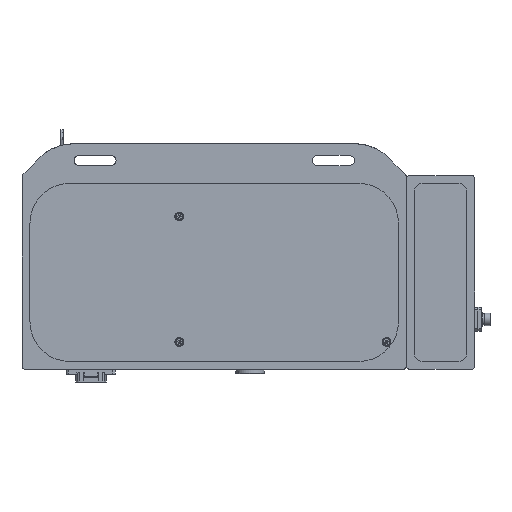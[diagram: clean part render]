
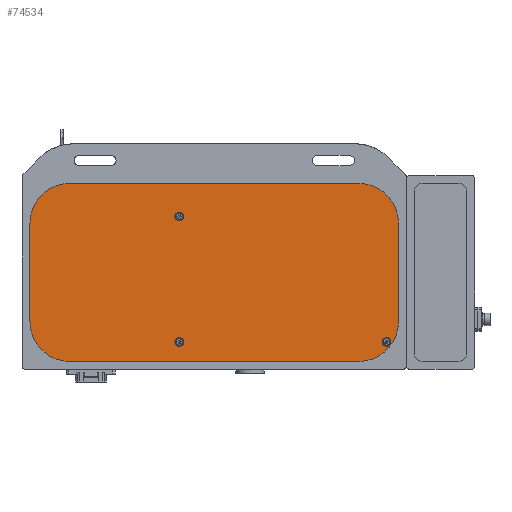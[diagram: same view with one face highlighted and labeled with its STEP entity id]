
A CAD part, front view. The second image highlights one B-rep face of the part: STEP entity #74534.
In plain terms, the highlighted planar face has unit normal (0, -1, 0).
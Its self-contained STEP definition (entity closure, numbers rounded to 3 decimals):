
#65137 = VERTEX_POINT ( 'NONE', #134016 ) ;
#65142 = EDGE_CURVE ( 'NONE', #65137, #65145, #134014, .T. ) ;
#65145 = VERTEX_POINT ( 'NONE', #134047 ) ;
#65318 = VERTEX_POINT ( 'NONE', #134282 ) ;
#65325 = VERTEX_POINT ( 'NONE', #134277 ) ;
#65331 = EDGE_CURVE ( 'NONE', #65325, #65335, #134270, .T. ) ;
#65335 = VERTEX_POINT ( 'NONE', #134265 ) ;
#65365 = EDGE_CURVE ( 'NONE', #65318, #65367, #134314, .T. ) ;
#65367 = VERTEX_POINT ( 'NONE', #134309 ) ;
#70614 = ORIENTED_EDGE ( 'NONE', *, *, #74685, .F. ) ;
#74534 = ADVANCED_FACE ( 'NONE', ( #149286, #149285, #149284, #149283 ), #149282, .F. ) ;
#74540 = EDGE_LOOP ( 'NONE', ( #74745, #74751 ) ) ;
#74598 = EDGE_LOOP ( 'NONE', ( #74600, #74604 ) ) ;
#74600 = ORIENTED_EDGE ( 'NONE', *, *, #74602, .F. ) ;
#74602 = EDGE_CURVE ( 'NONE', #65335, #65325, #149384, .T. ) ;
#74604 = ORIENTED_EDGE ( 'NONE', *, *, #65331, .F. ) ;
#74608 = EDGE_LOOP ( 'NONE', ( #74610, #74621 ) ) ;
#74610 = ORIENTED_EDGE ( 'NONE', *, *, #74615, .F. ) ;
#74615 = EDGE_CURVE ( 'NONE', #65367, #65318, #149454, .T. ) ;
#74621 = ORIENTED_EDGE ( 'NONE', *, *, #65365, .F. ) ;
#74622 = EDGE_LOOP ( 'NONE', ( #70614, #74695, #74706, #74716, #74728, #74796, #74803, #74806 ) ) ;
#74651 = VERTEX_POINT ( 'NONE', #149495 ) ;
#74657 = EDGE_CURVE ( 'NONE', #74651, #74662, #149494, .T. ) ;
#74662 = VERTEX_POINT ( 'NONE', #149490 ) ;
#74685 = EDGE_CURVE ( 'NONE', #74688, #74693, #149543, .T. ) ;
#74688 = VERTEX_POINT ( 'NONE', #149535 ) ;
#74693 = VERTEX_POINT ( 'NONE', #149533 ) ;
#74695 = ORIENTED_EDGE ( 'NONE', *, *, #74697, .T. ) ;
#74697 = EDGE_CURVE ( 'NONE', #74688, #74698, #149592, .T. ) ;
#74698 = VERTEX_POINT ( 'NONE', #149587 ) ;
#74706 = ORIENTED_EDGE ( 'NONE', *, *, #74710, .T. ) ;
#74710 = EDGE_CURVE ( 'NONE', #74698, #74712, #149584, .T. ) ;
#74712 = VERTEX_POINT ( 'NONE', #149576 ) ;
#74716 = ORIENTED_EDGE ( 'NONE', *, *, #74720, .T. ) ;
#74720 = EDGE_CURVE ( 'NONE', #74712, #74722, #149575, .T. ) ;
#74722 = VERTEX_POINT ( 'NONE', #149570 ) ;
#74728 = ORIENTED_EDGE ( 'NONE', *, *, #74732, .T. ) ;
#74732 = EDGE_CURVE ( 'NONE', #74722, #74735, #149569, .T. ) ;
#74735 = VERTEX_POINT ( 'NONE', #149612 ) ;
#74745 = ORIENTED_EDGE ( 'NONE', *, *, #74749, .F. ) ;
#74749 = EDGE_CURVE ( 'NONE', #65145, #65137, #149601, .T. ) ;
#74751 = ORIENTED_EDGE ( 'NONE', *, *, #65142, .F. ) ;
#74796 = ORIENTED_EDGE ( 'NONE', *, *, #74801, .T. ) ;
#74801 = EDGE_CURVE ( 'NONE', #74735, #74662, #149675, .T. ) ;
#74803 = ORIENTED_EDGE ( 'NONE', *, *, #74657, .F. ) ;
#74806 = ORIENTED_EDGE ( 'NONE', *, *, #74808, .T. ) ;
#74808 = EDGE_CURVE ( 'NONE', #74651, #74693, #149673, .T. ) ;
#134010 = DIRECTION ( 'NONE',  ( -1., 0., 0. ) ) ;
#134011 = DIRECTION ( 'NONE',  ( 0., -1., 0. ) ) ;
#134012 = CARTESIAN_POINT ( 'NONE',  ( 229.5, 3., -104.73 ) ) ;
#134013 = AXIS2_PLACEMENT_3D ( 'NONE', #134012, #134011, #134010 ) ;
#134014 = CIRCLE ( 'NONE', #134013, 2.75 ) ;
#134016 = CARTESIAN_POINT ( 'NONE',  ( 232.25, 3., -104.73 ) ) ;
#134047 = CARTESIAN_POINT ( 'NONE',  ( 226.75, 3., -104.73 ) ) ;
#134265 = CARTESIAN_POINT ( 'NONE',  ( 96.25, 3., -104.73 ) ) ;
#134266 = DIRECTION ( 'NONE',  ( -1., 0., 0. ) ) ;
#134267 = DIRECTION ( 'NONE',  ( 0., -1., 0. ) ) ;
#134268 = CARTESIAN_POINT ( 'NONE',  ( 99., 3., -104.73 ) ) ;
#134269 = AXIS2_PLACEMENT_3D ( 'NONE', #134268, #134267, #134266 ) ;
#134270 = CIRCLE ( 'NONE', #134269, 2.75 ) ;
#134277 = CARTESIAN_POINT ( 'NONE',  ( 101.75, 3., -104.73 ) ) ;
#134282 = CARTESIAN_POINT ( 'NONE',  ( 101.75, 3., -25.73 ) ) ;
#134309 = CARTESIAN_POINT ( 'NONE',  ( 96.25, 3., -25.73 ) ) ;
#134310 = DIRECTION ( 'NONE',  ( -1., 0., 0. ) ) ;
#134311 = DIRECTION ( 'NONE',  ( 0., -1., 0. ) ) ;
#134312 = CARTESIAN_POINT ( 'NONE',  ( 99., 3., -25.73 ) ) ;
#134313 = AXIS2_PLACEMENT_3D ( 'NONE', #134312, #134311, #134310 ) ;
#134314 = CIRCLE ( 'NONE', #134313, 2.75 ) ;
#149278 = DIRECTION ( 'NONE',  ( 0., 0., 1. ) ) ;
#149279 = DIRECTION ( 'NONE',  ( 0., 1., 0. ) ) ;
#149280 = CARTESIAN_POINT ( 'NONE',  ( 5., 3., -117. ) ) ;
#149281 = AXIS2_PLACEMENT_3D ( 'NONE', #149280, #149279, #149278 ) ;
#149282 = PLANE ( 'NONE',  #149281 ) ;
#149283 = FACE_OUTER_BOUND ( 'NONE', #74622, .T. ) ;
#149284 = FACE_BOUND ( 'NONE', #74608, .T. ) ;
#149285 = FACE_BOUND ( 'NONE', #74598, .T. ) ;
#149286 = FACE_BOUND ( 'NONE', #74540, .T. ) ;
#149380 = DIRECTION ( 'NONE',  ( -1., 0., 0. ) ) ;
#149381 = DIRECTION ( 'NONE',  ( 0., -1., 0. ) ) ;
#149382 = CARTESIAN_POINT ( 'NONE',  ( 99., 3., -104.73 ) ) ;
#149383 = AXIS2_PLACEMENT_3D ( 'NONE', #149382, #149381, #149380 ) ;
#149384 = CIRCLE ( 'NONE', #149383, 2.75 ) ;
#149450 = DIRECTION ( 'NONE',  ( -1., 0., 0. ) ) ;
#149451 = DIRECTION ( 'NONE',  ( 0., -1., 0. ) ) ;
#149452 = CARTESIAN_POINT ( 'NONE',  ( 99., 3., -25.73 ) ) ;
#149453 = AXIS2_PLACEMENT_3D ( 'NONE', #149452, #149451, #149450 ) ;
#149454 = CIRCLE ( 'NONE', #149453, 2.75 ) ;
#149490 = CARTESIAN_POINT ( 'NONE',  ( 212., 3., -5. ) ) ;
#149491 = DIRECTION ( 'NONE',  ( 1., 0., 0. ) ) ;
#149492 = VECTOR ( 'NONE', #149491, 1000. ) ;
#149493 = CARTESIAN_POINT ( 'NONE',  ( 5., 3., -5. ) ) ;
#149494 = LINE ( 'NONE', #149493, #149492 ) ;
#149495 = CARTESIAN_POINT ( 'NONE',  ( 30., 3., -5. ) ) ;
#149533 = CARTESIAN_POINT ( 'NONE',  ( 5., 3., -30. ) ) ;
#149535 = CARTESIAN_POINT ( 'NONE',  ( 5., 3., -92. ) ) ;
#149540 = DIRECTION ( 'NONE',  ( 0., 0., 1. ) ) ;
#149541 = VECTOR ( 'NONE', #149540, 1000. ) ;
#149542 = CARTESIAN_POINT ( 'NONE',  ( 5., 3., -117. ) ) ;
#149543 = LINE ( 'NONE', #149542, #149541 ) ;
#149569 = LINE ( 'NONE', #149632, #149631 ) ;
#149570 = CARTESIAN_POINT ( 'NONE',  ( 237., 3., -92. ) ) ;
#149571 = DIRECTION ( 'NONE',  ( 0., 0., 1. ) ) ;
#149572 = DIRECTION ( 'NONE',  ( 0., -1., 0. ) ) ;
#149573 = CARTESIAN_POINT ( 'NONE',  ( 212., 3., -92. ) ) ;
#149574 = AXIS2_PLACEMENT_3D ( 'NONE', #149573, #149572, #149571 ) ;
#149575 = CIRCLE ( 'NONE', #149574, 25. ) ;
#149576 = CARTESIAN_POINT ( 'NONE',  ( 212., 3., -117. ) ) ;
#149577 = DIRECTION ( 'NONE',  ( 1., 0., 0. ) ) ;
#149578 = VECTOR ( 'NONE', #149577, 1000. ) ;
#149579 = CARTESIAN_POINT ( 'NONE',  ( 5., 3., -117. ) ) ;
#149584 = LINE ( 'NONE', #149579, #149578 ) ;
#149587 = CARTESIAN_POINT ( 'NONE',  ( 30., 3., -117. ) ) ;
#149588 = DIRECTION ( 'NONE',  ( 0., 0., 1. ) ) ;
#149589 = DIRECTION ( 'NONE',  ( 0., -1., 0. ) ) ;
#149590 = CARTESIAN_POINT ( 'NONE',  ( 30., 3., -92. ) ) ;
#149591 = AXIS2_PLACEMENT_3D ( 'NONE', #149590, #149589, #149588 ) ;
#149592 = CIRCLE ( 'NONE', #149591, 25. ) ;
#149597 = DIRECTION ( 'NONE',  ( -1., 0., 0. ) ) ;
#149598 = DIRECTION ( 'NONE',  ( 0., -1., 0. ) ) ;
#149599 = CARTESIAN_POINT ( 'NONE',  ( 229.5, 3., -104.73 ) ) ;
#149600 = AXIS2_PLACEMENT_3D ( 'NONE', #149599, #149598, #149597 ) ;
#149601 = CIRCLE ( 'NONE', #149600, 2.75 ) ;
#149612 = CARTESIAN_POINT ( 'NONE',  ( 237., 3., -30. ) ) ;
#149630 = DIRECTION ( 'NONE',  ( 0., 0., 1. ) ) ;
#149631 = VECTOR ( 'NONE', #149630, 1000. ) ;
#149632 = CARTESIAN_POINT ( 'NONE',  ( 237., 3., -117. ) ) ;
#149669 = DIRECTION ( 'NONE',  ( 0., 0., 1. ) ) ;
#149670 = DIRECTION ( 'NONE',  ( 0., -1., 0. ) ) ;
#149671 = CARTESIAN_POINT ( 'NONE',  ( 30., 3., -30. ) ) ;
#149672 = AXIS2_PLACEMENT_3D ( 'NONE', #149671, #149670, #149669 ) ;
#149673 = CIRCLE ( 'NONE', #149672, 25. ) ;
#149674 = DIRECTION ( 'NONE',  ( 0., 0., 1. ) ) ;
#149675 = CIRCLE ( 'NONE', #149709, 25. ) ;
#149707 = DIRECTION ( 'NONE',  ( 0., -1., 0. ) ) ;
#149708 = CARTESIAN_POINT ( 'NONE',  ( 212., 3., -30. ) ) ;
#149709 = AXIS2_PLACEMENT_3D ( 'NONE', #149708, #149707, #149674 ) ;
